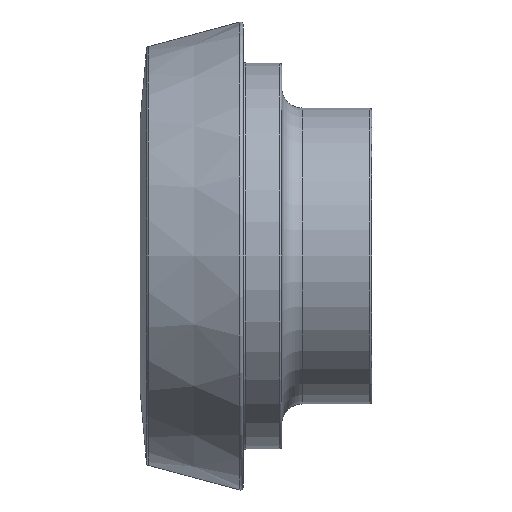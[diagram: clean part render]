
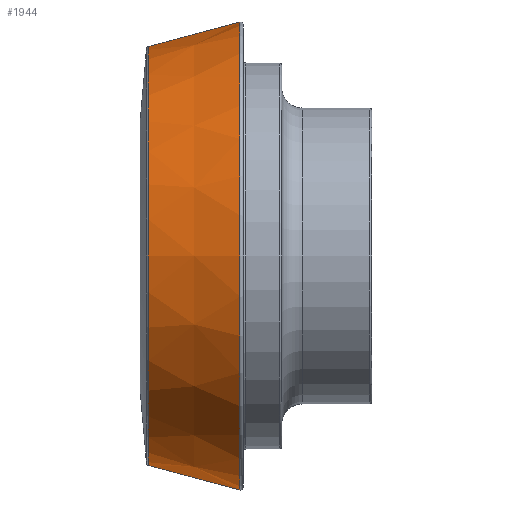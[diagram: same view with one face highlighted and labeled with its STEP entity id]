
A CAD part, front view. The second image highlights one B-rep face of the part: STEP entity #1944.
In plain terms, the highlighted conical face has half-angle 15 degrees and reference radius 18.25 mm.
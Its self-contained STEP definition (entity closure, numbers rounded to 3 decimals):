
#137 = ORIENTED_EDGE ( 'NONE', *, *, #4291, .T. ) ;
#538 = ORIENTED_EDGE ( 'NONE', *, *, #11153, .F. ) ;
#582 = AXIS2_PLACEMENT_3D ( 'NONE', #3792, #10830, #10639 ) ;
#908 = VERTEX_POINT ( 'NONE', #2371 ) ;
#1347 = CARTESIAN_POINT ( 'NONE',  ( 0.638, 0., 16.277 ) ) ;
#1944 = ADVANCED_FACE ( 'NONE', ( #14514 ), #3181, .T. ) ;
#2090 = VERTEX_POINT ( 'NONE', #11174 ) ;
#2371 = CARTESIAN_POINT ( 'NONE',  ( 7.748, 0., -18.183 ) ) ;
#3181 = CONICAL_SURFACE ( 'NONE', #8766, 18.25, 0.262 ) ;
#3241 = DIRECTION ( 'NONE',  ( 0., 0., 1. ) ) ;
#3342 = EDGE_CURVE ( 'NONE', #908, #2090, #3855, .T. ) ;
#3546 = AXIS2_PLACEMENT_3D ( 'NONE', #4253, #12291, #3241 ) ;
#3792 = CARTESIAN_POINT ( 'NONE',  ( 7.748, 0., 0. ) ) ;
#3855 = CIRCLE ( 'NONE', #582, 18.183 ) ;
#4253 = CARTESIAN_POINT ( 'NONE',  ( 0.638, 0., 0. ) ) ;
#4291 = EDGE_CURVE ( 'NONE', #12362, #6547, #12669, .T. ) ;
#4326 = EDGE_LOOP ( 'NONE', ( #538, #137, #7527, #4904 ) ) ;
#4381 = EDGE_CURVE ( 'NONE', #6547, #908, #11471, .T. ) ;
#4904 = ORIENTED_EDGE ( 'NONE', *, *, #3342, .T. ) ;
#6547 = VERTEX_POINT ( 'NONE', #11137 ) ;
#6879 = CARTESIAN_POINT ( 'NONE',  ( 8., 0., 18.25 ) ) ;
#7527 = ORIENTED_EDGE ( 'NONE', *, *, #4381, .T. ) ;
#7667 = DIRECTION ( 'NONE',  ( 1., 0., 0. ) ) ;
#8766 = AXIS2_PLACEMENT_3D ( 'NONE', #11120, #7667, #10082 ) ;
#9181 = DIRECTION ( 'NONE',  ( 0.966, 0., 0.259 ) ) ;
#9327 = VECTOR ( 'NONE', #13643, 1000. ) ;
#10082 = DIRECTION ( 'NONE',  ( 0., 0., -1. ) ) ;
#10639 = DIRECTION ( 'NONE',  ( 0., 0., 1. ) ) ;
#10670 = LINE ( 'NONE', #6879, #14958 ) ;
#10830 = DIRECTION ( 'NONE',  ( -1., 0., 0. ) ) ;
#11120 = CARTESIAN_POINT ( 'NONE',  ( 8., 0., 0. ) ) ;
#11137 = CARTESIAN_POINT ( 'NONE',  ( 0.638, 0., -16.277 ) ) ;
#11153 = EDGE_CURVE ( 'NONE', #12362, #2090, #10670, .T. ) ;
#11174 = CARTESIAN_POINT ( 'NONE',  ( 7.748, 0., 18.183 ) ) ;
#11471 = LINE ( 'NONE', #14799, #9327 ) ;
#12291 = DIRECTION ( 'NONE',  ( 1., 0., 0. ) ) ;
#12362 = VERTEX_POINT ( 'NONE', #1347 ) ;
#12669 = CIRCLE ( 'NONE', #3546, 16.277 ) ;
#13643 = DIRECTION ( 'NONE',  ( 0.966, 0., -0.259 ) ) ;
#14514 = FACE_OUTER_BOUND ( 'NONE', #4326, .T. ) ;
#14799 = CARTESIAN_POINT ( 'NONE',  ( 8., 0., -18.25 ) ) ;
#14958 = VECTOR ( 'NONE', #9181, 1000. ) ;
